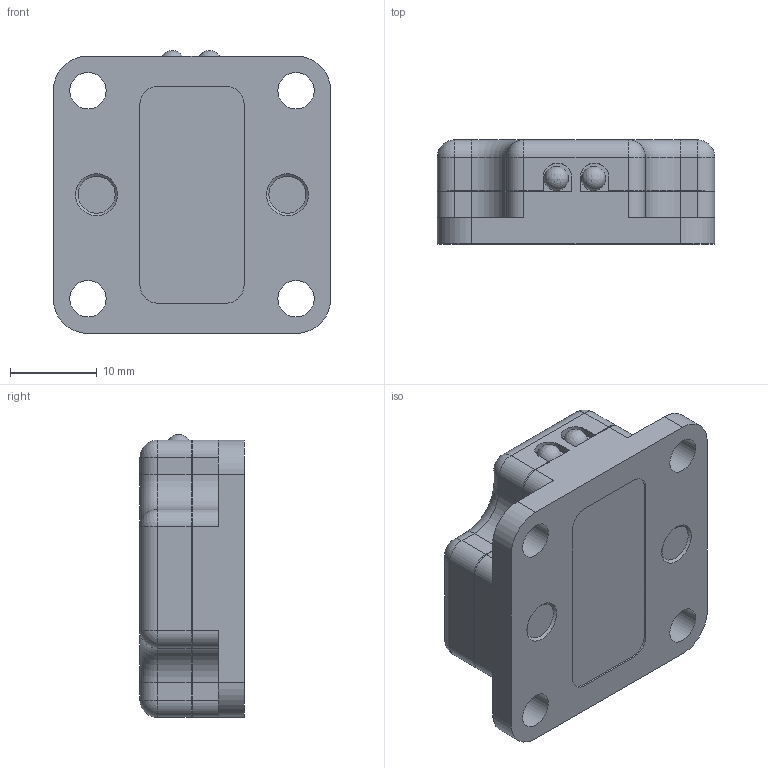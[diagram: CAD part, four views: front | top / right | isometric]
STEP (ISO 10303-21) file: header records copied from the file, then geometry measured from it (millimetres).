
FILE_DESCRIPTION(/* description */ (''),/* implementation_level */ '2;1');
FILE_NAME(/* name */ '45-2006.stp',/* time_stamp */ '2015-10-15T11:04:00-04:00',/* author */ ('Colton Mehlhoff'),/* organization */ (''),/* preprocessor_version */ 'ST-DEVELOPER v15.6',/* originating_system */ 'Autodesk Inventor 2015',/* authorisation */ '');
FILE_SCHEMA (('AUTOMOTIVE_DESIGN { 1 0 10303 214 3 1 1 }'));
Length unit declared in the file: centimetre
Products named in the file (1): 45-2006
Bounding box: 32 x 12 x 32.63 mm (x, y, z)
Volume: 9656 mm3; surface area: 3428.1 mm2
Topology: 1 solids, 1 shells, 134 faces, 333 edges, 204 vertices
Faces by surface type: plane 56, cylinder 50, cone 14, sphere 10, torus 4
Full cylindrical faces by diameter (mm): 4.2 x4
Entity records: 4059 total; most frequent: DIRECTION 713, CARTESIAN_POINT 656, ORIENTED_EDGE 642, EDGE_CURVE 321, AXIS2_PLACEMENT_3D 257, VERTEX_POINT 200, LINE 199, VECTOR 199
